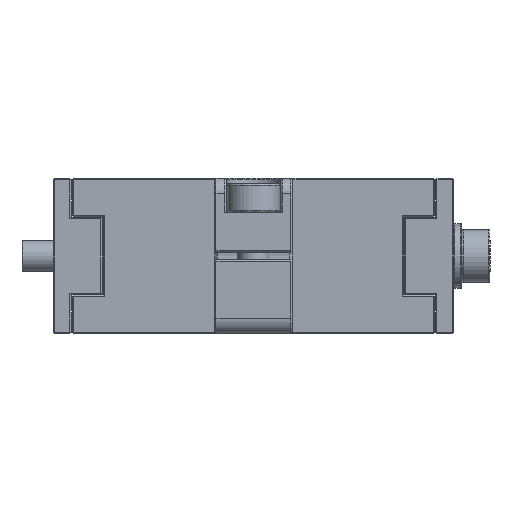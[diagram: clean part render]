
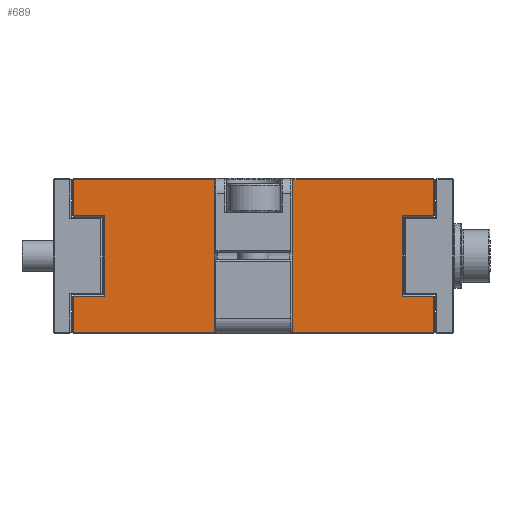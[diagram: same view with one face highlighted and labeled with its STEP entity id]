
A CAD part, left-side view. The second image highlights one B-rep face of the part: STEP entity #689.
In plain terms, the highlighted planar face has unit normal (-1, 0, 0).
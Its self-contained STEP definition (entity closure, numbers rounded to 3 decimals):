
#20 = VECTOR ( 'NONE', #6514, 1000. ) ;
#34 = DIRECTION ( 'NONE',  ( 0., -1., 0. ) ) ;
#59 = VERTEX_POINT ( 'NONE', #4500 ) ;
#375 = VECTOR ( 'NONE', #2433, 1000. ) ;
#411 = EDGE_CURVE ( 'NONE', #2019, #6805, #3473, .T. ) ;
#432 = VECTOR ( 'NONE', #34, 1000. ) ;
#494 = CARTESIAN_POINT ( 'NONE',  ( 21., 0., 10.75 ) ) ;
#508 = LINE ( 'NONE', #3611, #1321 ) ;
#689 = ADVANCED_FACE ( 'NONE', ( #3309, #5025, #4176 ), #2598, .F. ) ;
#693 = LINE ( 'NONE', #945, #6192 ) ;
#806 = DIRECTION ( 'NONE',  ( 0., 1., 0. ) ) ;
#845 = CARTESIAN_POINT ( 'NONE',  ( 21., 0., -14.75 ) ) ;
#907 = ORIENTED_EDGE ( 'NONE', *, *, #4910, .F. ) ;
#921 = VERTEX_POINT ( 'NONE', #5370 ) ;
#945 = CARTESIAN_POINT ( 'NONE',  ( 21., 0., -7.75 ) ) ;
#946 = AXIS2_PLACEMENT_3D ( 'NONE', #8136, #5635, #1077 ) ;
#1077 = DIRECTION ( 'NONE',  ( 0., 0., -1. ) ) ;
#1099 = ORIENTED_EDGE ( 'NONE', *, *, #7506, .F. ) ;
#1174 = EDGE_CURVE ( 'NONE', #921, #59, #5243, .T. ) ;
#1321 = VECTOR ( 'NONE', #5236, 1000. ) ;
#1357 = CARTESIAN_POINT ( 'NONE',  ( 21., 34.75, -14.75 ) ) ;
#1602 = DIRECTION ( 'NONE',  ( 0., 0., -1. ) ) ;
#1810 = DIRECTION ( 'NONE',  ( 0., 0., 1. ) ) ;
#1878 = VECTOR ( 'NONE', #7246, 1000. ) ;
#2019 = VERTEX_POINT ( 'NONE', #9706 ) ;
#2038 = ORIENTED_EDGE ( 'NONE', *, *, #9833, .F. ) ;
#2183 = EDGE_CURVE ( 'NONE', #3304, #9023, #3430, .T. ) ;
#2305 = VERTEX_POINT ( 'NONE', #3731 ) ;
#2342 = VERTEX_POINT ( 'NONE', #6094 ) ;
#2433 = DIRECTION ( 'NONE',  ( 0., 1., 0. ) ) ;
#2598 = PLANE ( 'NONE',  #946 ) ;
#2772 = VECTOR ( 'NONE', #1810, 1000. ) ;
#2831 = EDGE_CURVE ( 'NONE', #9801, #2019, #7092, .T. ) ;
#3069 = EDGE_CURVE ( 'NONE', #9612, #9612, #3175, .T. ) ;
#3073 = LINE ( 'NONE', #845, #5709 ) ;
#3167 = LINE ( 'NONE', #8550, #6963 ) ;
#3175 = CIRCLE ( 'NONE', #8696, 2.5 ) ;
#3304 = VERTEX_POINT ( 'NONE', #6784 ) ;
#3309 = FACE_BOUND ( 'NONE', #7763, .T. ) ;
#3430 = LINE ( 'NONE', #7131, #20 ) ;
#3473 = LINE ( 'NONE', #5094, #7011 ) ;
#3509 = CARTESIAN_POINT ( 'NONE',  ( 21., 0., -10.75 ) ) ;
#3604 = ORIENTED_EDGE ( 'NONE', *, *, #2831, .F. ) ;
#3610 = CARTESIAN_POINT ( 'NONE',  ( 21., 28.75, 7.75 ) ) ;
#3611 = CARTESIAN_POINT ( 'NONE',  ( 21., -34.75, 0. ) ) ;
#3630 = VERTEX_POINT ( 'NONE', #5640 ) ;
#3700 = ORIENTED_EDGE ( 'NONE', *, *, #4450, .F. ) ;
#3731 = CARTESIAN_POINT ( 'NONE',  ( 21., -34.75, 14.75 ) ) ;
#3805 = EDGE_CURVE ( 'NONE', #2305, #921, #508, .T. ) ;
#4133 = DIRECTION ( 'NONE',  ( -1., 0., 0. ) ) ;
#4149 = VERTEX_POINT ( 'NONE', #4407 ) ;
#4155 = CARTESIAN_POINT ( 'NONE',  ( 21., 0., 14.75 ) ) ;
#4176 = FACE_BOUND ( 'NONE', #4591, .T. ) ;
#4376 = CARTESIAN_POINT ( 'NONE',  ( 21., 0., 13.25 ) ) ;
#4407 = CARTESIAN_POINT ( 'NONE',  ( 21., -28.75, -7.75 ) ) ;
#4450 = EDGE_CURVE ( 'NONE', #3630, #2305, #8013, .T. ) ;
#4500 = CARTESIAN_POINT ( 'NONE',  ( 21., -28.75, 7.75 ) ) ;
#4591 = EDGE_LOOP ( 'NONE', ( #8128 ) ) ;
#4743 = AXIS2_PLACEMENT_3D ( 'NONE', #3509, #4133, #7322 ) ;
#4872 = ORIENTED_EDGE ( 'NONE', *, *, #2183, .F. ) ;
#4910 = EDGE_CURVE ( 'NONE', #6276, #9801, #9420, .T. ) ;
#5025 = FACE_OUTER_BOUND ( 'NONE', #9684, .T. ) ;
#5075 = VECTOR ( 'NONE', #8985, 1000. ) ;
#5094 = CARTESIAN_POINT ( 'NONE',  ( 21., 28.75, 0. ) ) ;
#5236 = DIRECTION ( 'NONE',  ( 0., 0., -1. ) ) ;
#5243 = LINE ( 'NONE', #7761, #9893 ) ;
#5370 = CARTESIAN_POINT ( 'NONE',  ( 21., -34.75, 7.75 ) ) ;
#5449 = ORIENTED_EDGE ( 'NONE', *, *, #1174, .F. ) ;
#5635 = DIRECTION ( 'NONE',  ( 1., 0., 0. ) ) ;
#5640 = CARTESIAN_POINT ( 'NONE',  ( 21., 34.75, 14.75 ) ) ;
#5697 = DIRECTION ( 'NONE',  ( 0., 0., 1. ) ) ;
#5709 = VECTOR ( 'NONE', #9048, 1000. ) ;
#5955 = VERTEX_POINT ( 'NONE', #7850 ) ;
#6094 = CARTESIAN_POINT ( 'NONE',  ( 21., -2.5, -10.75 ) ) ;
#6192 = VECTOR ( 'NONE', #7376, 1000. ) ;
#6193 = ORIENTED_EDGE ( 'NONE', *, *, #6735, .F. ) ;
#6224 = CARTESIAN_POINT ( 'NONE',  ( 21., 0., -7.75 ) ) ;
#6276 = VERTEX_POINT ( 'NONE', #1357 ) ;
#6514 = DIRECTION ( 'NONE',  ( 0., 0., -1. ) ) ;
#6582 = EDGE_CURVE ( 'NONE', #2342, #2342, #9614, .T. ) ;
#6735 = EDGE_CURVE ( 'NONE', #5955, #3630, #8330, .T. ) ;
#6784 = CARTESIAN_POINT ( 'NONE',  ( 21., -34.75, -7.75 ) ) ;
#6805 = VERTEX_POINT ( 'NONE', #3610 ) ;
#6819 = CARTESIAN_POINT ( 'NONE',  ( 21., -34.75, -14.75 ) ) ;
#6876 = EDGE_CURVE ( 'NONE', #6805, #5955, #7002, .T. ) ;
#6963 = VECTOR ( 'NONE', #1602, 1000. ) ;
#7002 = LINE ( 'NONE', #7865, #375 ) ;
#7011 = VECTOR ( 'NONE', #5697, 1000. ) ;
#7092 = LINE ( 'NONE', #6224, #432 ) ;
#7131 = CARTESIAN_POINT ( 'NONE',  ( 21., -34.75, 0. ) ) ;
#7246 = DIRECTION ( 'NONE',  ( 0., -1., 0. ) ) ;
#7322 = DIRECTION ( 'NONE',  ( 0., -1., 0. ) ) ;
#7358 = DIRECTION ( 'NONE',  ( 0., 0., 1. ) ) ;
#7376 = DIRECTION ( 'NONE',  ( 0., -1., 0. ) ) ;
#7451 = DIRECTION ( 'NONE',  ( -1., 0., 0. ) ) ;
#7506 = EDGE_CURVE ( 'NONE', #4149, #3304, #693, .T. ) ;
#7595 = ORIENTED_EDGE ( 'NONE', *, *, #3805, .F. ) ;
#7761 = CARTESIAN_POINT ( 'NONE',  ( 21., 0., 7.75 ) ) ;
#7763 = EDGE_LOOP ( 'NONE', ( #8886 ) ) ;
#7850 = CARTESIAN_POINT ( 'NONE',  ( 21., 34.75, 7.75 ) ) ;
#7865 = CARTESIAN_POINT ( 'NONE',  ( 21., 0., 7.75 ) ) ;
#7868 = ORIENTED_EDGE ( 'NONE', *, *, #411, .F. ) ;
#8013 = LINE ( 'NONE', #4155, #1878 ) ;
#8128 = ORIENTED_EDGE ( 'NONE', *, *, #3069, .F. ) ;
#8136 = CARTESIAN_POINT ( 'NONE',  ( 21., 0., 0. ) ) ;
#8330 = LINE ( 'NONE', #9852, #5075 ) ;
#8550 = CARTESIAN_POINT ( 'NONE',  ( 21., -28.75, 0. ) ) ;
#8696 = AXIS2_PLACEMENT_3D ( 'NONE', #494, #7451, #7358 ) ;
#8749 = EDGE_CURVE ( 'NONE', #59, #4149, #3167, .T. ) ;
#8767 = CARTESIAN_POINT ( 'NONE',  ( 21., 34.75, 0. ) ) ;
#8886 = ORIENTED_EDGE ( 'NONE', *, *, #6582, .F. ) ;
#8985 = DIRECTION ( 'NONE',  ( 0., 0., 1. ) ) ;
#9023 = VERTEX_POINT ( 'NONE', #6819 ) ;
#9041 = ORIENTED_EDGE ( 'NONE', *, *, #6876, .F. ) ;
#9048 = DIRECTION ( 'NONE',  ( 0., 1., 0. ) ) ;
#9416 = CARTESIAN_POINT ( 'NONE',  ( 21., 34.75, -7.75 ) ) ;
#9420 = LINE ( 'NONE', #8767, #2772 ) ;
#9506 = ORIENTED_EDGE ( 'NONE', *, *, #8749, .F. ) ;
#9612 = VERTEX_POINT ( 'NONE', #4376 ) ;
#9614 = CIRCLE ( 'NONE', #4743, 2.5 ) ;
#9684 = EDGE_LOOP ( 'NONE', ( #3604, #907, #2038, #4872, #1099, #9506, #5449, #7595, #3700, #6193, #9041, #7868 ) ) ;
#9706 = CARTESIAN_POINT ( 'NONE',  ( 21., 28.75, -7.75 ) ) ;
#9801 = VERTEX_POINT ( 'NONE', #9416 ) ;
#9833 = EDGE_CURVE ( 'NONE', #9023, #6276, #3073, .T. ) ;
#9852 = CARTESIAN_POINT ( 'NONE',  ( 21., 34.75, 0. ) ) ;
#9893 = VECTOR ( 'NONE', #806, 1000. ) ;
